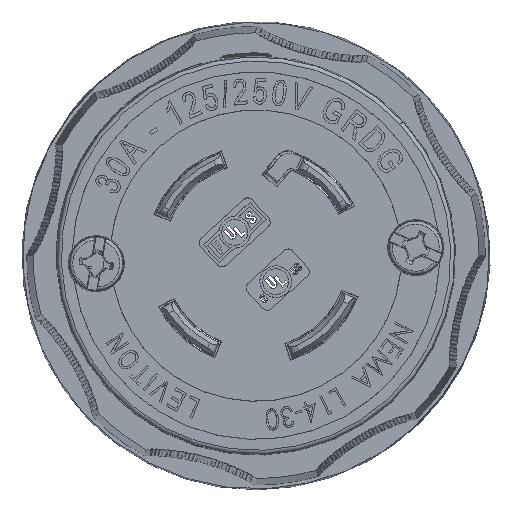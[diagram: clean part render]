
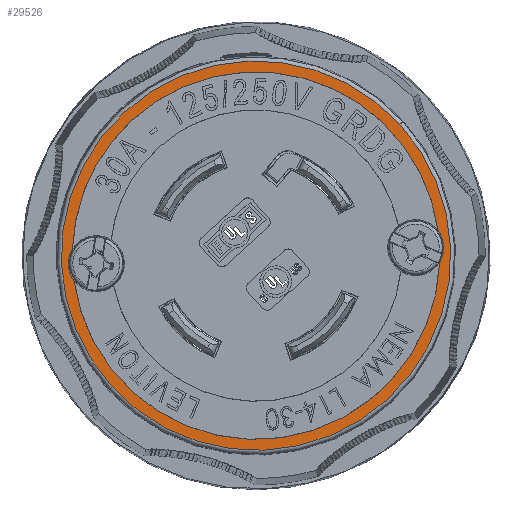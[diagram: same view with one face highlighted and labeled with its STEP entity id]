
A CAD part, front view. The second image highlights one B-rep face of the part: STEP entity #29526.
In plain terms, the highlighted planar face has unit normal (0, -1, 0).
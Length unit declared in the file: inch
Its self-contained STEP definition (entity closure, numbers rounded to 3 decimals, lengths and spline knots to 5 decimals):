
#2477 = DIRECTION ( 'NONE',  ( 0., -1., 0. ) ) ;
#2555 = AXIS2_PLACEMENT_3D ( 'NONE', #68718, #28757, #36668 ) ;
#3818 = CIRCLE ( 'NONE', #7230, 0.90644 ) ;
#5341 = CARTESIAN_POINT ( 'NONE',  ( -0.05755, 0.25184, 0.16575 ) ) ;
#5402 = ORIENTED_EDGE ( 'NONE', *, *, #47287, .T. ) ;
#5719 = CARTESIAN_POINT ( 'NONE',  ( 0.84057, 0.25184, 0.28822 ) ) ;
#6741 = CIRCLE ( 'NONE', #20140, 0.13826 ) ;
#7230 = AXIS2_PLACEMENT_3D ( 'NONE', #95735, #47433, #41102 ) ;
#9161 = CARTESIAN_POINT ( 'NONE',  ( -0.76696, 0.25184, -0.48141 ) ) ;
#10893 = CARTESIAN_POINT ( 'NONE',  ( -0.05755, 0.25184, 0.16575 ) ) ;
#11832 = CARTESIAN_POINT ( 'NONE',  ( -0.96343, 0.25184, 0.1977 ) ) ;
#13518 = VERTEX_POINT ( 'NONE', #88210 ) ;
#14284 = DIRECTION ( 'NONE',  ( 0., 1., 0. ) ) ;
#14501 = VERTEX_POINT ( 'NONE', #5719 ) ;
#15658 = ORIENTED_EDGE ( 'NONE', *, *, #33216, .T. ) ;
#17789 = CARTESIAN_POINT ( 'NONE',  ( 0.84832, 0.25184, 0.1338 ) ) ;
#18310 = EDGE_CURVE ( 'NONE', #29463, #85286, #67141, .T. ) ;
#20140 = AXIS2_PLACEMENT_3D ( 'NONE', #66876, #73213, #80578 ) ;
#21590 = DIRECTION ( 'NONE',  ( 0., 1., 0. ) ) ;
#25565 = ORIENTED_EDGE ( 'NONE', *, *, #94989, .T. ) ;
#28757 = DIRECTION ( 'NONE',  ( 0., -1., 0. ) ) ;
#29463 = VERTEX_POINT ( 'NONE', #17789 ) ;
#29526 = ADVANCED_FACE ( 'NONE', ( #54539, #61883 ), #60337, .T. ) ;
#30731 = ORIENTED_EDGE ( 'NONE', *, *, #80248, .F. ) ;
#31417 = DIRECTION ( 'NONE',  ( 0.739, 0., 0.674 ) ) ;
#33216 = EDGE_CURVE ( 'NONE', #44990, #51221, #70012, .T. ) ;
#34891 = DIRECTION ( 'NONE',  ( 0.739, 0., 0.674 ) ) ;
#35257 = AXIS2_PLACEMENT_3D ( 'NONE', #5341, #14284, #94641 ) ;
#36192 = CARTESIAN_POINT ( 'NONE',  ( 0.72996, 0.25184, 0.20527 ) ) ;
#36619 = AXIS2_PLACEMENT_3D ( 'NONE', #36192, #68248, #31417 ) ;
#36668 = DIRECTION ( 'NONE',  ( 0.739, 0., 0.674 ) ) ;
#38145 = AXIS2_PLACEMENT_3D ( 'NONE', #54396, #62267, #45464 ) ;
#39352 = EDGE_CURVE ( 'NONE', #29463, #14501, #85268, .T. ) ;
#41102 = DIRECTION ( 'NONE',  ( 0.739, 0., 0.674 ) ) ;
#42434 = DIRECTION ( 'NONE',  ( 0.739, 0., 0.674 ) ) ;
#42719 = CIRCLE ( 'NONE', #51151, 0.90644 ) ;
#44990 = VERTEX_POINT ( 'NONE', #80491 ) ;
#45464 = DIRECTION ( 'NONE',  ( 0.739, 0., 0.674 ) ) ;
#47287 = EDGE_CURVE ( 'NONE', #63750, #13518, #3818, .T. ) ;
#47433 = DIRECTION ( 'NONE',  ( 0., 1., 0. ) ) ;
#48458 = CARTESIAN_POINT ( 'NONE',  ( -0.95568, 0.25184, 0.04328 ) ) ;
#51151 = AXIS2_PLACEMENT_3D ( 'NONE', #53685, #21590, #34891 ) ;
#51221 = VERTEX_POINT ( 'NONE', #9161 ) ;
#52311 = EDGE_LOOP ( 'NONE', ( #30731, #5402, #60118, #83381, #61375 ) ) ;
#53685 = CARTESIAN_POINT ( 'NONE',  ( -0.05755, 0.25184, 0.16575 ) ) ;
#54396 = CARTESIAN_POINT ( 'NONE',  ( -0.05755, 0.25184, 0.16575 ) ) ;
#54539 = FACE_OUTER_BOUND ( 'NONE', #85344, .T. ) ;
#60118 = ORIENTED_EDGE ( 'NONE', *, *, #69568, .T. ) ;
#60337 = PLANE ( 'NONE',  #2555 ) ;
#61375 = ORIENTED_EDGE ( 'NONE', *, *, #18310, .T. ) ;
#61883 = FACE_BOUND ( 'NONE', #52311, .T. ) ;
#62267 = DIRECTION ( 'NONE',  ( 0., -1., 0. ) ) ;
#63750 = VERTEX_POINT ( 'NONE', #11832 ) ;
#66876 = CARTESIAN_POINT ( 'NONE',  ( -0.84506, 0.25184, 0.12623 ) ) ;
#66926 = CIRCLE ( 'NONE', #98801, 0.96024 ) ;
#67141 = CIRCLE ( 'NONE', #35257, 0.90644 ) ;
#68248 = DIRECTION ( 'NONE',  ( 0., -1., 0. ) ) ;
#68718 = CARTESIAN_POINT ( 'NONE',  ( 1.53169, 0.25184, 0.10398 ) ) ;
#69568 = EDGE_CURVE ( 'NONE', #13518, #14501, #42719, .T. ) ;
#70012 = CIRCLE ( 'NONE', #38145, 0.96024 ) ;
#73213 = DIRECTION ( 'NONE',  ( 0., -1., 0. ) ) ;
#80248 = EDGE_CURVE ( 'NONE', #63750, #85286, #6741, .T. ) ;
#80491 = CARTESIAN_POINT ( 'NONE',  ( 0.65185, 0.25184, 0.81291 ) ) ;
#80578 = DIRECTION ( 'NONE',  ( 0.739, 0., 0.674 ) ) ;
#83381 = ORIENTED_EDGE ( 'NONE', *, *, #39352, .F. ) ;
#85268 = CIRCLE ( 'NONE', #36619, 0.13826 ) ;
#85286 = VERTEX_POINT ( 'NONE', #48458 ) ;
#85344 = EDGE_LOOP ( 'NONE', ( #15658, #25565 ) ) ;
#88210 = CARTESIAN_POINT ( 'NONE',  ( -0.66845, 0.25184, 0.83541 ) ) ;
#94641 = DIRECTION ( 'NONE',  ( 0.739, 0., 0.674 ) ) ;
#94989 = EDGE_CURVE ( 'NONE', #51221, #44990, #66926, .T. ) ;
#95735 = CARTESIAN_POINT ( 'NONE',  ( -0.05755, 0.25184, 0.16575 ) ) ;
#98801 = AXIS2_PLACEMENT_3D ( 'NONE', #10893, #2477, #42434 ) ;
